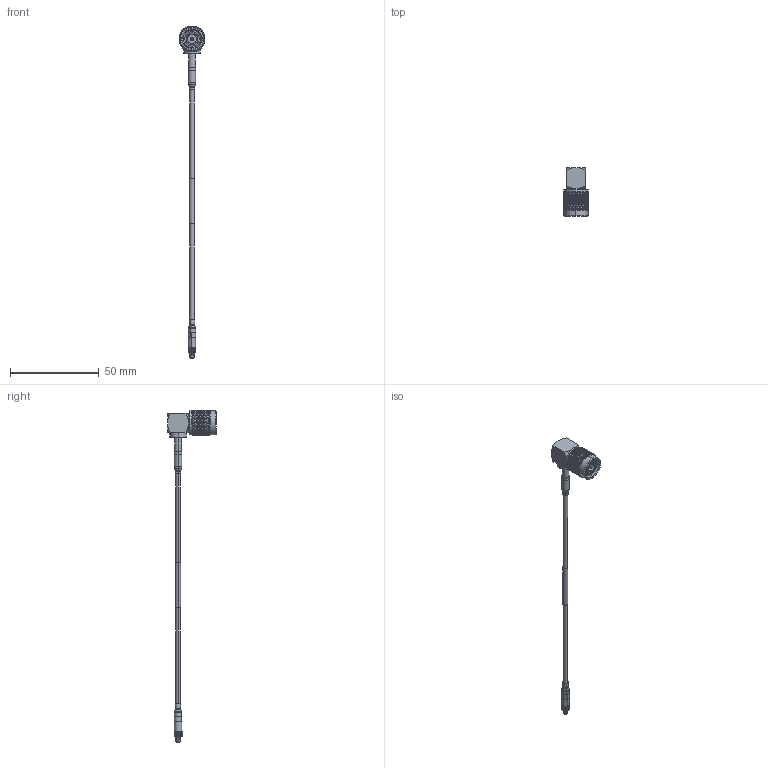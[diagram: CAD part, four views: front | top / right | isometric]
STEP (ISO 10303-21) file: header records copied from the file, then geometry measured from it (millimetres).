
FILE_DESCRIPTION (( 'STEP AP214' ), '1' );
FILE_NAME ('FMCA3269_3D.step', '2023-05-10T07:53:30', ( '' ), ( '' ), 'SwSTEP 2.0', 'SolidWorks 2022', '' );
FILE_SCHEMA (( 'AUTOMOTIVE_DESIGN' ));
Length unit declared in the file: inch
Products named in the file (6): HeatShrink_SC9513; PE4455 ¦ FMCN1150; FMCA3269_3D; RG316-BULK; HeatShrink_FMCN1150; SC9513
Assembly tree (5 placements, depth 2):
  FMCA3269_3D
    SC9513
    HeatShrink_SC9513
    RG316-BULK
    PE4455 ¦ FMCN1150
    HeatShrink_FMCN1150
Bounding box: 14.5 x 27.3 x 186.66 mm (x, y, z)
Volume: 4661.5 mm3; surface area: 4922.5 mm2
Topology: 8 solids, 8 shells, 5225 faces, 11121 edges, 5937 vertices
Faces by surface type: bspline 4021, cylinder 1074, plane 72, cone 48, torus 10
Entity records: 193068 total; most frequent: CARTESIAN_POINT 125337, ORIENTED_EDGE 22242, EDGE_CURVE 11121, VERTEX_POINT 5937, EDGE_LOOP 5254, FACE_OUTER_BOUND 5225, ADVANCED_FACE 5225, B_SPLINE_CURVE_WITH_KNOTS 4768
